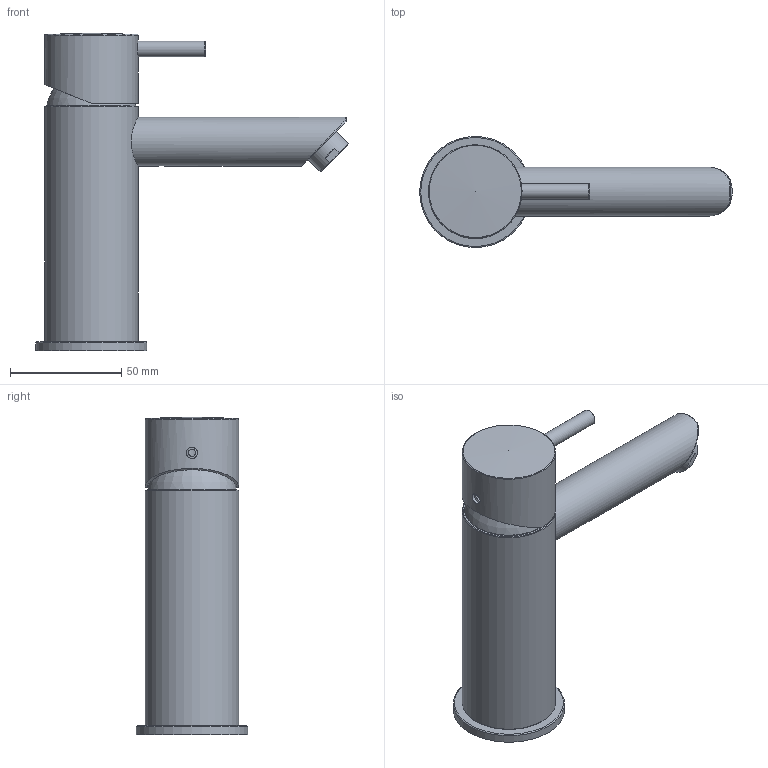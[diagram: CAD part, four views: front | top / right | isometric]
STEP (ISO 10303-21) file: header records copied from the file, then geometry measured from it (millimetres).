
FILE_DESCRIPTION(/* description */ ('Unknown'),/* implementation_level */ '2;1');
FILE_NAME(/* name */ 'CB003S',/* time_stamp */ '2016-03-15T08:52:08+01:00',/* author */ ('Unknown'),/* organization */ ('Unknown'),/* preprocessor_version */ 'ST-DEVELOPER v16.7',/* originating_system */ 'DEX',/* authorisation */ $);
FILE_SCHEMA (('AUTOMOTIVE_DESIGN {1 0 10303 214 3 1 1}'));
Length unit declared in the file: millimetre
Products named in the file (1): CB003S
Bounding box: 140.53 x 50 x 142.7 mm (x, y, z)
Surface area: 47953.5 mm2 (no closed solid volume)
Topology: 0 solids, 15 shells, 118 faces, 358 edges, 246 vertices
Faces by surface type: plane 43, cylinder 40, cone 20, torus 11, bspline 2, sphere 2
Full cylindrical faces by diameter (mm): 3.242 x2, 5 x1, 6 x1, 7 x1, 7.5 x1, 8.917 x1, 11 x1, 13.597 x1, 15 x1, 15.738 x1, 16 x1, 18 x1, 18.5 x1, 19 x1, 22 x1, 35 x1, 37 x1, 37.5 x1, 39 x1, 42 x2, 45 x1, 50 x1
Entity records: 7752 total; most frequent: CARTESIAN_POINT 4563, DIRECTION 578, ORIENTED_EDGE 438, EDGE_CURVE 282, AXIS2_PLACEMENT_3D 243, VERTEX_POINT 221, FACE_BOUND 187, EDGE_LOOP 186
